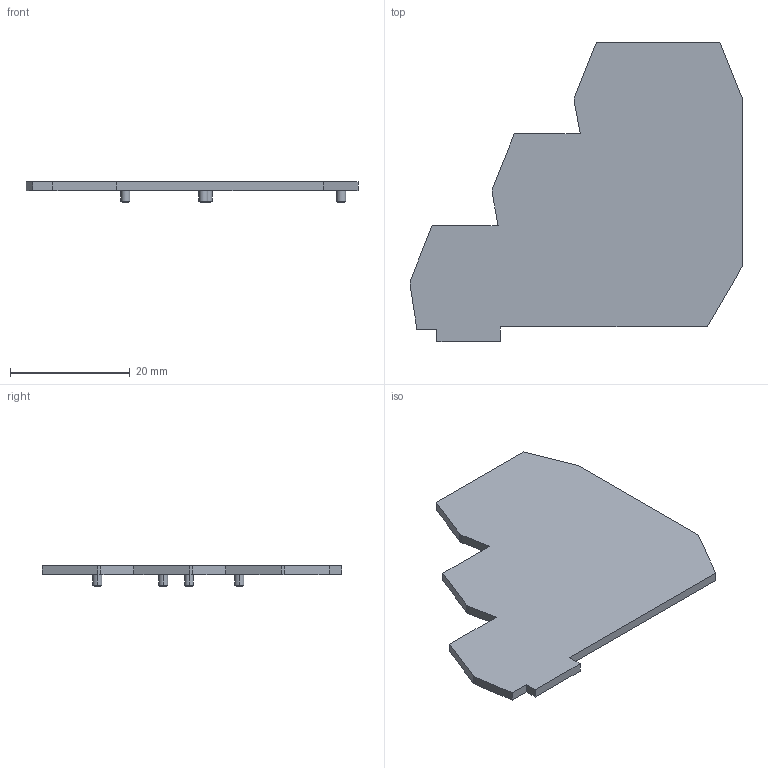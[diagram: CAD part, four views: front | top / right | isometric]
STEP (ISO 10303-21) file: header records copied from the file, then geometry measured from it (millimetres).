
FILE_DESCRIPTION (( 'STEP AP214' ), '1' );
FILE_NAME ('43543_DN-EC14S.step', '2014-05-28T15:17:34', ( '' ), ( '' ), 'SwSTEP 2.0', 'SolidWorks 2013', '' );
FILE_SCHEMA (( 'AUTOMOTIVE_DESIGN' ));
Length unit declared in the file: millimetre
Products named in the file (1): 43543_DN-EC14S
Bounding box: 55.4 x 50 x 3.5 mm (x, y, z)
Volume: 2909.4 mm3; surface area: 4202.4 mm2
Topology: 1 solids, 1 shells, 57 faces, 130 edges, 82 vertices
Faces by surface type: plane 29, cone 14, cylinder 14
Entity records: 1628 total; most frequent: DIRECTION 288, CARTESIAN_POINT 270, ORIENTED_EDGE 260, EDGE_CURVE 130, AXIS2_PLACEMENT_3D 100, LINE 88, VECTOR 88, VERTEX_POINT 82
